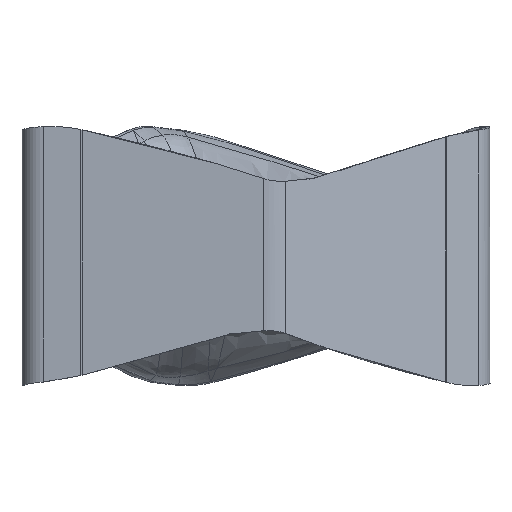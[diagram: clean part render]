
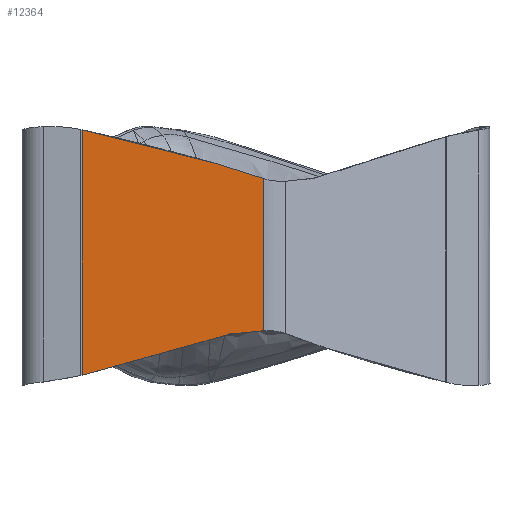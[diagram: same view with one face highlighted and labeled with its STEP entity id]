
A CAD part, front view. The second image highlights one B-rep face of the part: STEP entity #12364.
In plain terms, the highlighted planar face has unit normal (-0.032, -1, 0).
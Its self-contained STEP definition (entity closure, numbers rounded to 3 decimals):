
#1794=DIRECTION('',(0.,0.,1.));
#1795=VECTOR('',#1794,8.522);
#1796=CARTESIAN_POINT('',(-5.04,-6.842,
-1.639));
#1797=LINE('',#1796,#1795);
#1798=CARTESIAN_POINT('',(-5.04,-6.842,
6.883));
#1799=CARTESIAN_POINT('',(-4.792,-6.85,
6.83));
#1800=CARTESIAN_POINT('',(-4.323,-6.865,
6.729));
#1801=CARTESIAN_POINT('',(-3.71,-6.885,
6.589));
#1802=CARTESIAN_POINT('',(-3.166,-6.902,
6.46));
#1803=CARTESIAN_POINT('',(-2.681,-6.918,
6.34));
#1804=CARTESIAN_POINT('',(-2.245,-6.932,
6.229));
#1805=CARTESIAN_POINT('',(-1.851,-6.944,
6.126));
#1806=CARTESIAN_POINT('',(-1.496,-6.956,
6.03));
#1807=CARTESIAN_POINT('',(-1.173,-6.966,
5.94));
#1808=CARTESIAN_POINT('',(-0.88,-6.975,
5.857));
#1809=CARTESIAN_POINT('',(-0.614,-6.984,
5.78));
#1810=CARTESIAN_POINT('',(-0.371,-6.992,
5.709));
#1811=CARTESIAN_POINT('',(-0.149,-6.999,
5.642));
#1812=CARTESIAN_POINT('',(0.053,-7.005,
5.58));
#1813=CARTESIAN_POINT('',(0.239,-7.011,
5.523));
#1814=CARTESIAN_POINT('',(0.408,-7.017,
5.47));
#1815=CARTESIAN_POINT('',(0.564,-7.022,
5.42));
#1816=CARTESIAN_POINT('',(0.707,-7.026,
5.374));
#1817=CARTESIAN_POINT('',(0.838,-7.03,
5.332));
#1818=CARTESIAN_POINT('',(0.959,-7.034,
5.292));
#1819=CARTESIAN_POINT('',(1.07,-7.038,5.255));
#1820=CARTESIAN_POINT('',(1.173,-7.041,5.221));
#1821=CARTESIAN_POINT('',(1.236,-7.043,5.199));
#1822=CARTESIAN_POINT('',(1.266,-7.044,5.189));
#1824=CARTESIAN_POINT('',(1.266,-7.044,
-0.097));
#1825=CARTESIAN_POINT('',(1.167,-7.041,
-0.098));
#1826=CARTESIAN_POINT('',(0.969,-7.035,
-0.105));
#1827=CARTESIAN_POINT('',(0.671,-7.025,
-0.128));
#1828=CARTESIAN_POINT('',(0.376,-7.016,
-0.163));
#1829=CARTESIAN_POINT('',(0.078,-7.006,
-0.213));
#1830=CARTESIAN_POINT('',(-0.202,-6.997,
-0.272));
#1831=CARTESIAN_POINT('',(-0.484,-6.988,
-0.343));
#1832=CARTESIAN_POINT('',(-0.775,-6.979,
-0.433));
#1833=CARTESIAN_POINT('',(-1.089,-6.969,
-0.529));
#1834=CARTESIAN_POINT('',(-1.433,-6.958,
-0.632));
#1835=CARTESIAN_POINT('',(-1.809,-6.946,
-0.744));
#1836=CARTESIAN_POINT('',(-2.222,-6.932,
-0.865));
#1837=CARTESIAN_POINT('',(-2.676,-6.918,
-0.996));
#1838=CARTESIAN_POINT('',(-3.177,-6.902,
-1.138));
#1839=CARTESIAN_POINT('',(-3.731,-6.884,
-1.291));
#1840=CARTESIAN_POINT('',(-4.343,-6.865,
-1.456));
#1841=CARTESIAN_POINT('',(-4.8,-6.85,
-1.577));
#1842=CARTESIAN_POINT('',(-5.04,-6.842,
-1.639));
#1855=CARTESIAN_POINT('',(-5.04,-6.842,
-1.639));
#1871=DIRECTION('',(0.,0.,1.));
#1872=VECTOR('',#1871,5.286);
#1873=CARTESIAN_POINT('',(1.266,-7.044,
-0.097));
#1874=LINE('',#1873,#1872);
#6916=VERTEX_POINT('',#1855);
#6917=VERTEX_POINT('',#1824);
#6926=VERTEX_POINT('',#1798);
#6927=VERTEX_POINT('',#1822);
#12351=CARTESIAN_POINT('',(-5.067,-6.841,
-7.573));
#12352=DIRECTION('',(-0.032,-0.999,0.));
#12353=DIRECTION('',(0.999,-0.032,0.));
#12354=AXIS2_PLACEMENT_3D('',#12351,#12352,#12353);
#12355=PLANE('',#12354);
#12357=ORIENTED_EDGE('',*,*,#12356,.T.);
#12358=ORIENTED_EDGE('',*,*,#12326,.T.);
#12360=ORIENTED_EDGE('',*,*,#12359,.F.);
#12361=ORIENTED_EDGE('',*,*,#12237,.T.);
#12362=EDGE_LOOP('',(#12357,#12358,#12360,#12361));
#12363=FACE_OUTER_BOUND('',#12362,.F.);
#1823=B_SPLINE_CURVE_WITH_KNOTS('',3,(#1798,#1799,#1800,#1801,#1802,#1803,#1804,
#1805,#1806,#1807,#1808,#1809,#1810,#1811,#1812,#1813,#1814,#1815,#1816,#1817,
#1818,#1819,#1820,#1821,#1822),.UNSPECIFIED.,.F.,.F.,(4,1,1,1,1,1,1,1,1,1,1,1,1,
1,1,1,1,1,1,1,1,1,4),(0.,0.045,0.091,
0.136,0.182,0.227,0.273,
0.318,0.364,0.409,0.455,0.5,
0.545,0.591,0.636,0.682,
0.727,0.773,0.818,0.864,
0.909,0.955,1.),.UNSPECIFIED.);
#1843=B_SPLINE_CURVE_WITH_KNOTS('',3,(#1824,#1825,#1826,#1827,#1828,#1829,#1830,
#1831,#1832,#1833,#1834,#1835,#1836,#1837,#1838,#1839,#1840,#1841,#1842),
.UNSPECIFIED.,.F.,.F.,(4,1,1,1,1,1,1,1,1,1,1,1,1,1,1,1,4),(0.,0.063,0.125,
0.188,0.25,0.313,0.375,0.438,0.5,0.563,0.625,0.688,
0.75,0.813,0.875,0.938,1.),.UNSPECIFIED.);
#12237=EDGE_CURVE('',#6917,#6916,#1843,.T.);
#12326=EDGE_CURVE('',#6926,#6927,#1823,.T.);
#12356=EDGE_CURVE('',#6916,#6926,#1797,.T.);
#12359=EDGE_CURVE('',#6917,#6927,#1874,.T.);
#12364=ADVANCED_FACE('',(#12363),#12355,.T.);
